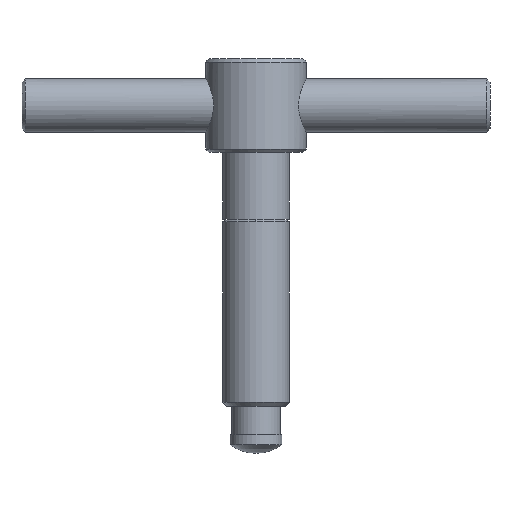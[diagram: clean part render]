
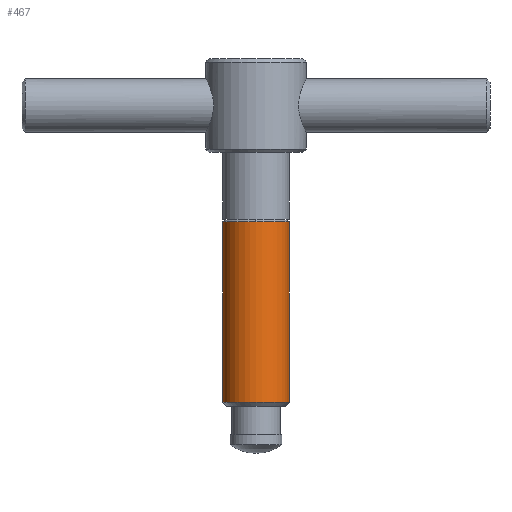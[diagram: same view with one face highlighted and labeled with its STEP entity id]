
A CAD part, front view. The second image highlights one B-rep face of the part: STEP entity #467.
In plain terms, the highlighted cylindrical face has radius 10 mm (diameter 20 mm), a partial arc.
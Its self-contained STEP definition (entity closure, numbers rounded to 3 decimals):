
#191=EDGE_CURVE('',#351,#229,#522,.T.);
#193=EDGE_CURVE('',#449,#369,#524,.T.);
#229=VERTEX_POINT('',#564);
#277=EDGE_CURVE('',#341,#449,#620,.T.);
#341=VERTEX_POINT('',#695);
#345=EDGE_CURVE('',#229,#341,#699,.T.);
#351=VERTEX_POINT('',#706);
#369=VERTEX_POINT('',#727);
#379=EDGE_CURVE('',#369,#351,#737,.T.);
#449=VERTEX_POINT('',#812);
#467=ADVANCED_FACE('',(#833),#834,.T.);
#522=CIRCLE('',#885,10.);
#524=CIRCLE('',#888,10.);
#564=CARTESIAN_POINT('',(10.0,0.,15.25));
#620=CIRCLE('',#1030,10.);
#695=CARTESIAN_POINT('',(10.0,0.,69.219));
#699=LINE('',#1166,#1167);
#706=CARTESIAN_POINT('',(-10.,0.,15.25));
#727=CARTESIAN_POINT('',(-10.,0.,69.219));
#737=LINE('',#1216,#1217);
#812=CARTESIAN_POINT('',(0.,-10.,69.219));
#833=FACE_OUTER_BOUND('',#1419,.T.);
#834=CYLINDRICAL_SURFACE('',#1420,10.);
#885=AXIS2_PLACEMENT_3D('',#1473,#1474,#1475);
#888=AXIS2_PLACEMENT_3D('',#1476,#1477,#1478);
#1030=AXIS2_PLACEMENT_3D('',#1613,#1614,#1615);
#1166=CARTESIAN_POINT('',(10.0,0.,52.625));
#1167=VECTOR('',#1724,1.0);
#1216=CARTESIAN_POINT('',(-10.,0.,52.625));
#1217=VECTOR('',#1770,1.0);
#1419=EDGE_LOOP('',(#1870,#1871,#1872,#1873,#1874));
#1420=AXIS2_PLACEMENT_3D('',#1875,#1876,#1877);
#1473=CARTESIAN_POINT('',(0.,0.,15.25));
#1474=DIRECTION('',(0.,0.,1.0));
#1475=DIRECTION('',(1.0,0.,0.));
#1476=CARTESIAN_POINT('',(0.,0.,69.219));
#1477=DIRECTION('',(0.,0.,-1.0));
#1478=DIRECTION('',(1.0,0.,0.));
#1613=CARTESIAN_POINT('',(0.,0.,69.219));
#1614=DIRECTION('',(0.,0.,-1.0));
#1615=DIRECTION('',(1.0,0.,0.));
#1724=DIRECTION('',(0.,0.,1.0));
#1770=DIRECTION('',(0.,0.,-1.0));
#1870=ORIENTED_EDGE('',*,*,#345,.T.);
#1871=ORIENTED_EDGE('',*,*,#277,.T.);
#1872=ORIENTED_EDGE('',*,*,#193,.T.);
#1873=ORIENTED_EDGE('',*,*,#379,.T.);
#1874=ORIENTED_EDGE('',*,*,#191,.T.);
#1875=CARTESIAN_POINT('',(0.,0.,52.625));
#1876=DIRECTION('',(0.,0.,-1.0));
#1877=DIRECTION('',(1.0,0.,0.));
